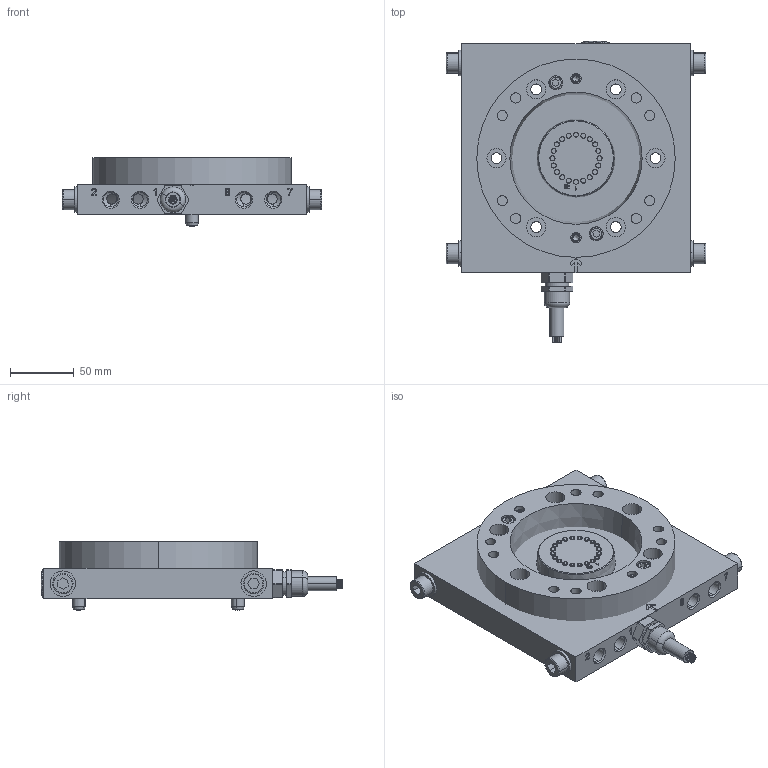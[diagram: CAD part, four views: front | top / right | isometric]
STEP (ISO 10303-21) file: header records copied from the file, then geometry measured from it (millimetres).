
FILE_DESCRIPTION (( 'STEP AP203' ), '1' );
FILE_NAME ('P6473.STEP', '2019-09-09T06:18:58', ( '' ), ( '' ), 'SwSTEP 2.0', 'SolidWorks 2017', '' );
FILE_SCHEMA (( 'CONFIG_CONTROL_DESIGN' ));
Length unit declared in the file: millimetre
Products named in the file (1): P6473
Bounding box: 204 x 236.99 x 54 mm (x, y, z)
Volume: 1023818.4 mm3; surface area: 194394.5 mm2
Topology: 46 solids, 52 shells, 1377 faces, 3036 edges, 1877 vertices
Faces by surface type: cylinder 519, plane 375, cone 358, bspline 89, sphere 18, torus 18
Entity records: 44117 total; most frequent: CARTESIAN_POINT 13394, DIRECTION 6625, ORIENTED_EDGE 5984, EDGE_CURVE 2992, AXIS2_PLACEMENT_3D 2603, VERTEX_POINT 1877, EDGE_LOOP 1647, VECTOR 1419
